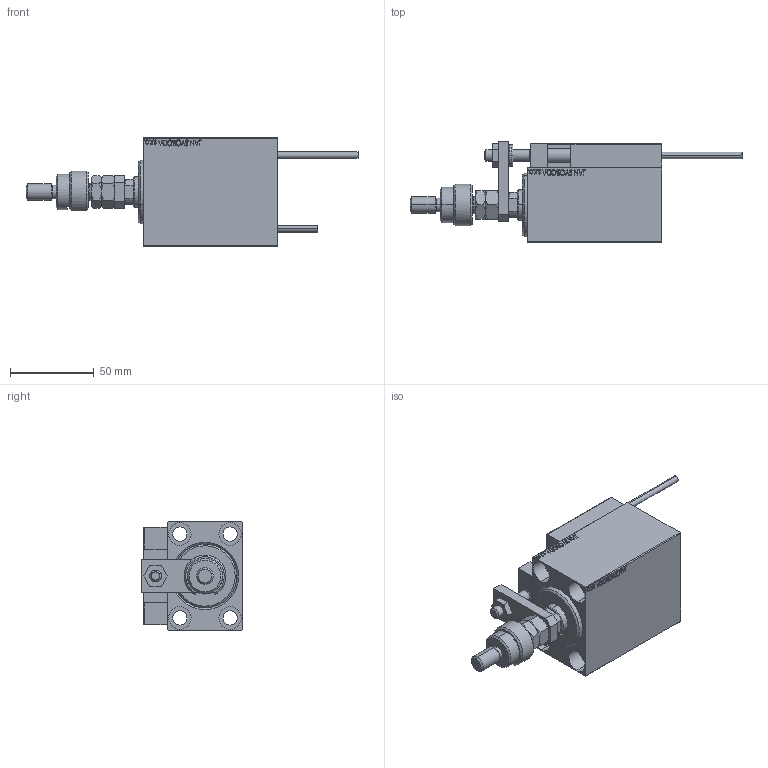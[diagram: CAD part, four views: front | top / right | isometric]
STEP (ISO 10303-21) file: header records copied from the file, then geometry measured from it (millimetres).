
FILE_DESCRIPTION (( 'STEP AP203' ), '1' );
FILE_NAME ('4f4f.STEP', '2022-04-17T00:27:56', ( '' ), ( '' ), 'SwSTEP 2.0', 'SolidWorks 2019', '' );
FILE_SCHEMA (( 'CONFIG_CONTROL_DESIGN' ));
Length unit declared in the file: millimetre
Products named in the file (18): V450CM_VC_B 837567ecfd330b3596bdff27cd0c8a71; 4f4f; SWITCH_X_FRONT_BACK 837567ecfd330b3596bdff27cd0c8a71; SWITCH X 837567ecfd330b3596bdff27cd0c8a71; SWITCH DIM B,W 837567ecfd330b3596bdff27cd0c8a71; NUT_D12 837567ecfd330b3596bdff27cd0c8a71; ALLEN BOLT D8 837567ecfd330b3596bdff27cd0c8a71; Block 837567ecfd330b3596bdff27cd0c8a71; MFA 837567ecfd330b3596bdff27cd0c8a71; KONCOVKA 837567ecfd330b3596bdff27cd0c8a71; V450CM_C_Body 837567ecfd330b3596bdff27cd0c8a71; X_Y_DFA 837567ecfd330b3596bdff27cd0c8a71; FEMALE_PART_FOR_DFA 837567ecfd330b3596bdff27cd0c8a71; V450CM_C_VCP 837567ecfd330b3596bdff27cd0c8a71; MAGNET 837567ecfd330b3596bdff27cd0c8a71; ALLEN BOLT D5 837567ecfd330b3596bdff27cd0c8a71; TYC_L79 837567ecfd330b3596bdff27cd0c8a71; ZARAZKA 837567ecfd330b3596bdff27cd0c8a71
Assembly tree (27 placements, depth 3):
  4f4f
    V450CM_C_Body 837567ecfd330b3596bdff27cd0c8a71
    SWITCH X 837567ecfd330b3596bdff27cd0c8a71
      SWITCH_X_FRONT_BACK 837567ecfd330b3596bdff27cd0c8a71  x2
      TYC_L79 837567ecfd330b3596bdff27cd0c8a71
      Block 837567ecfd330b3596bdff27cd0c8a71  x2
      ALLEN BOLT D5 837567ecfd330b3596bdff27cd0c8a71  x4
      ALLEN BOLT D8 837567ecfd330b3596bdff27cd0c8a71  x4
      MAGNET 837567ecfd330b3596bdff27cd0c8a71  x2
      KONCOVKA 837567ecfd330b3596bdff27cd0c8a71  x2
    NUT_D12 837567ecfd330b3596bdff27cd0c8a71
    SWITCH DIM B,W 837567ecfd330b3596bdff27cd0c8a71
    ZARAZKA 837567ecfd330b3596bdff27cd0c8a71
    V450CM_C_VCP 837567ecfd330b3596bdff27cd0c8a71
    V450CM_VC_B 837567ecfd330b3596bdff27cd0c8a71
    X_Y_DFA 837567ecfd330b3596bdff27cd0c8a71
      FEMALE_PART_FOR_DFA 837567ecfd330b3596bdff27cd0c8a71
      MFA 837567ecfd330b3596bdff27cd0c8a71
Bounding box: 198 x 60.5 x 65 mm (x, y, z)
Volume: 260650.2 mm3; surface area: 77404.8 mm2
Topology: 25 solids, 25 shells, 1363 faces, 3246 edges, 2063 vertices
Faces by surface type: plane 588, bspline 380, cylinder 197, cone 146, torus 48, sphere 4
Entity records: 52912 total; most frequent: CARTESIAN_POINT 26603, ORIENTED_EDGE 5512, DIRECTION 3830, EDGE_CURVE 2756, VERTEX_POINT 1787, VECTOR 1538, LINE 1538, EDGE_LOOP 1275
